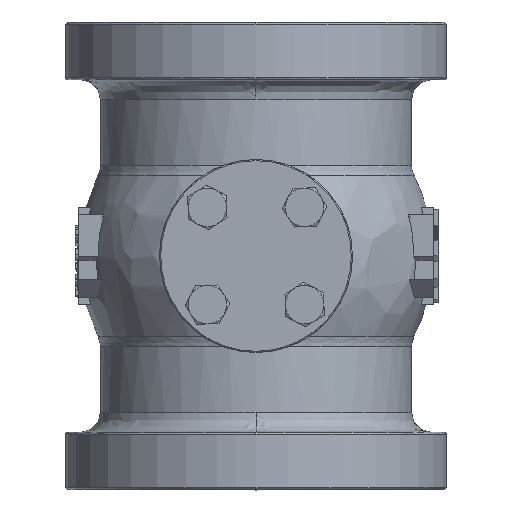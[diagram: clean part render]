
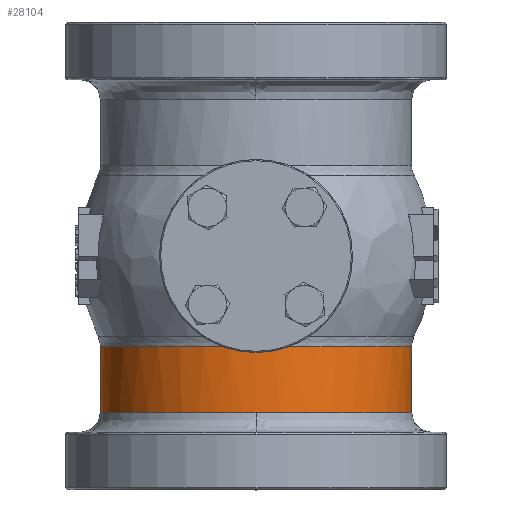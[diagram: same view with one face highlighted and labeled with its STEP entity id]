
A CAD part, front view. The second image highlights one B-rep face of the part: STEP entity #28104.
In plain terms, the highlighted cylindrical face has radius 64.5 mm (diameter 129 mm), a partial arc.
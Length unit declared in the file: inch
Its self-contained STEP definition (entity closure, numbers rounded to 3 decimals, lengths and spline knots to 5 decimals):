
#176 = CARTESIAN_POINT ( 'NONE',  ( -2.53937, 0., -2.55906 ) ) ;
#404 = ORIENTED_EDGE ( 'NONE', *, *, #3779, .F. ) ;
#435 = CARTESIAN_POINT ( 'NONE',  ( 1.91313, -1.67808, -1.48462 ) ) ;
#884 = CARTESIAN_POINT ( 'NONE',  ( 0., -2.53937, -1.48462 ) ) ;
#1033 = CARTESIAN_POINT ( 'NONE',  ( 0.3324, -2.523, -1.48462 ) ) ;
#1602 = VERTEX_POINT ( 'NONE', #25284 ) ;
#1806 = CARTESIAN_POINT ( 'NONE',  ( 2.53937, 0., -2.55906 ) ) ;
#2171 = CARTESIAN_POINT ( 'NONE',  ( -2.53937, -1.69291, -2.55906 ) ) ;
#2694 = CARTESIAN_POINT ( 'NONE',  ( 2.45815, -0.65841, -1.48462 ) ) ;
#2721 =( BOUNDED_CURVE ( )  B_SPLINE_CURVE ( 3, ( #19513, #22854, #35351, #38258 ),
 .UNSPECIFIED., .F., .F. ) 
 B_SPLINE_CURVE_WITH_KNOTS ( ( 4, 4 ),
 ( 0., 1. ),
 .UNSPECIFIED. ) 
 CURVE ( )  GEOMETRIC_REPRESENTATION_ITEM ( )  RATIONAL_B_SPLINE_CURVE ( ( 0.957, 0.638, 0.478, 0.478 ) ) 
 REPRESENTATION_ITEM ( '' )  );
#2873 = CARTESIAN_POINT ( 'NONE',  ( 2.53937, 0., -2.55906 ) ) ;
#3502 = CARTESIAN_POINT ( 'NONE',  ( 2.53937, 0., -1.48462 ) ) ;
#3566 = VERTEX_POINT ( 'NONE', #2873 ) ;
#3736 = ORIENTED_EDGE ( 'NONE', *, *, #26142, .F. ) ;
#3779 = EDGE_CURVE ( 'NONE', #3566, #1602, #39873, .T. ) ;
#3912 = CARTESIAN_POINT ( 'NONE',  ( -2.53937, 0., -2.55906 ) ) ;
#4780 = CARTESIAN_POINT ( 'NONE',  ( -2.40967, -0.81822, -1.48462 ) ) ;
#5147 = ORIENTED_EDGE ( 'NONE', *, *, #24633, .F. ) ;
#6506 = VERTEX_POINT ( 'NONE', #176 ) ;
#6625 = CARTESIAN_POINT ( 'NONE',  ( 2.28247, -1.12532, -1.48462 ) ) ;
#7034 = CARTESIAN_POINT ( 'NONE',  ( -2.53937, 0., -2.20091 ) ) ;
#7671 = CARTESIAN_POINT ( 'NONE',  ( -2.01907, -1.54899, -1.48462 ) ) ;
#7961 = AXIS2_PLACEMENT_3D ( 'NONE', #26788, #16204, #39483 ) ;
#8954 = ORIENTED_EDGE ( 'NONE', *, *, #33317, .F. ) ;
#9915 = CARTESIAN_POINT ( 'NONE',  ( 1.54899, -2.01907, -1.48462 ) ) ;
#10119 = CARTESIAN_POINT ( 'NONE',  ( -2.53937, 0., -1.48462 ) ) ;
#11569 = CARTESIAN_POINT ( 'NONE',  ( -0.65841, -2.45815, -1.48462 ) ) ;
#11793 = ORIENTED_EDGE ( 'NONE', *, *, #37304, .F. ) ;
#12992 = CARTESIAN_POINT ( 'NONE',  ( 1.67808, -1.91313, -1.48462 ) ) ;
#13458 = CARTESIAN_POINT ( 'NONE',  ( -0.1662, -2.53937, -1.48462 ) ) ;
#13938 = CARTESIAN_POINT ( 'NONE',  ( -1.26969, -2.53937, -2.55906 ) ) ;
#14415 = CARTESIAN_POINT ( 'NONE',  ( 2.53937, 0., -1.48462 ) ) ;
#14694 = CARTESIAN_POINT ( 'NONE',  ( -2.28247, -1.12532, -1.48462 ) ) ;
#16120 = CARTESIAN_POINT ( 'NONE',  ( 2.523, -0.3324, -1.48462 ) ) ;
#16204 = DIRECTION ( 'NONE',  ( 0., 0., 1. ) ) ;
#17408 = CARTESIAN_POINT ( 'NONE',  ( -2.53937, -0.1662, -1.48462 ) ) ;
#18460 = CARTESIAN_POINT ( 'NONE',  ( 0.81822, -2.40967, -1.48462 ) ) ;
#18874 = CARTESIAN_POINT ( 'NONE',  ( 0., -2.53937, -1.48462 ) ) ;
#19513 = CARTESIAN_POINT ( 'NONE',  ( 0., -2.53937, -2.55906 ) ) ;
#20348 = CARTESIAN_POINT ( 'NONE',  ( -2.523, -0.3324, -1.48462 ) ) ;
#20875 = CARTESIAN_POINT ( 'NONE',  ( 0., -2.53937, -1.48462 ) ) ;
#21673 = FACE_OUTER_BOUND ( 'NONE', #32842, .T. ) ;
#21798 = CARTESIAN_POINT ( 'NONE',  ( 2.53937, -0.1662, -1.48462 ) ) ;
#22510 = B_SPLINE_CURVE_WITH_KNOTS ( 'NONE', 3,
 ( #3502, #21798, #16120, #2694, #40711, #6625, #28821, #40922, #435, #12992, #9915, #22612, #35310, #18460, #23025, #1033, #35716, #20875 ),
 .UNSPECIFIED., .F., .F.,
 ( 4, 2, 2, 2, 2, 2, 2, 2, 4 ),
 ( 0., 0.125, 0.25, 0.375, 0.5, 0.625, 0.75, 0.875, 1. ),
 .UNSPECIFIED. ) ;
#22612 = CARTESIAN_POINT ( 'NONE',  ( 1.27261, -2.20375, -1.48462 ) ) ;
#22854 = CARTESIAN_POINT ( 'NONE',  ( 1.26969, -2.53937, -2.55906 ) ) ;
#23025 = CARTESIAN_POINT ( 'NONE',  ( 0.65841, -2.45815, -1.48462 ) ) ;
#23076 = CARTESIAN_POINT ( 'NONE',  ( -0.3324, -2.523, -1.48462 ) ) ;
#24316 = CARTESIAN_POINT ( 'NONE',  ( -1.27261, -2.20375, -1.48462 ) ) ;
#24633 = EDGE_CURVE ( 'NONE', #33398, #33987, #32992, .T. ) ;
#25284 = CARTESIAN_POINT ( 'NONE',  ( 2.53937, 0., -1.48462 ) ) ;
#25841 = ORIENTED_EDGE ( 'NONE', *, *, #34002, .F. ) ;
#26142 = EDGE_CURVE ( 'NONE', #6506, #26437, #35547, .T. ) ;
#26269 = B_SPLINE_CURVE_WITH_KNOTS ( 'NONE', 3,
 ( #10119, #35515, #7034, #3912 ),
 .UNSPECIFIED., .F., .F.,
 ( 4, 4 ),
 ( 0., 1. ),
 .UNSPECIFIED. ) ;
#26437 = VERTEX_POINT ( 'NONE', #31942 ) ;
#26680 = CARTESIAN_POINT ( 'NONE',  ( 0., -2.53937, -2.55906 ) ) ;
#26788 = CARTESIAN_POINT ( 'NONE',  ( 0., 0., -2.55906 ) ) ;
#26926 = CARTESIAN_POINT ( 'NONE',  ( 2.53937, 0., -1.84277 ) ) ;
#26999 = CARTESIAN_POINT ( 'NONE',  ( -1.12532, -2.28247, -1.48462 ) ) ;
#27412 = CARTESIAN_POINT ( 'NONE',  ( -1.67808, -1.91313, -1.48462 ) ) ;
#28104 = ADVANCED_FACE ( 'NONE', ( #21673 ), #34568, .F. ) ;
#28821 = CARTESIAN_POINT ( 'NONE',  ( 2.20375, -1.27261, -1.48462 ) ) ;
#29629 = CARTESIAN_POINT ( 'NONE',  ( 2.53937, 0., -2.20091 ) ) ;
#30305 = CARTESIAN_POINT ( 'NONE',  ( -0.81822, -2.40967, -1.48462 ) ) ;
#30600 = CARTESIAN_POINT ( 'NONE',  ( -2.53937, 0., -2.55906 ) ) ;
#31400 = CARTESIAN_POINT ( 'NONE',  ( -2.53937, 0., -1.48462 ) ) ;
#31942 = CARTESIAN_POINT ( 'NONE',  ( 0., -2.53937, -2.55906 ) ) ;
#32842 = EDGE_LOOP ( 'NONE', ( #8954, #5147, #11793, #404, #25841, #3736 ) ) ;
#32992 = B_SPLINE_CURVE_WITH_KNOTS ( 'NONE', 3,
 ( #884, #13458, #23076, #11569, #30305, #26999, #24316, #36154, #27412, #36775, #7671, #39907, #14694, #4780, #40115, #20348, #17408, #33450 ),
 .UNSPECIFIED., .F., .F.,
 ( 4, 2, 2, 2, 2, 2, 2, 2, 4 ),
 ( 0., 0.125, 0.25, 0.375, 0.5, 0.625, 0.75, 0.875, 1. ),
 .UNSPECIFIED. ) ;
#33317 = EDGE_CURVE ( 'NONE', #33987, #6506, #26269, .T. ) ;
#33398 = VERTEX_POINT ( 'NONE', #18874 ) ;
#33450 = CARTESIAN_POINT ( 'NONE',  ( -2.53937, 0., -1.48462 ) ) ;
#33987 = VERTEX_POINT ( 'NONE', #31400 ) ;
#34002 = EDGE_CURVE ( 'NONE', #26437, #3566, #2721, .T. ) ;
#34568 = CYLINDRICAL_SURFACE ( 'NONE', #7961, 2.53937 ) ;
#35310 = CARTESIAN_POINT ( 'NONE',  ( 1.12532, -2.28247, -1.48462 ) ) ;
#35351 = CARTESIAN_POINT ( 'NONE',  ( 2.53937, -1.69291, -2.55906 ) ) ;
#35515 = CARTESIAN_POINT ( 'NONE',  ( -2.53937, 0., -1.84277 ) ) ;
#35547 =( BOUNDED_CURVE ( )  B_SPLINE_CURVE ( 3, ( #30600, #2171, #13938, #26680 ),
 .UNSPECIFIED., .F., .F. ) 
 B_SPLINE_CURVE_WITH_KNOTS ( ( 4, 4 ),
 ( 0., 1. ),
 .UNSPECIFIED. ) 
 CURVE ( )  GEOMETRIC_REPRESENTATION_ITEM ( )  RATIONAL_B_SPLINE_CURVE ( ( 0.478, 0.478, 0.638, 0.957 ) ) 
 REPRESENTATION_ITEM ( '' )  );
#35716 = CARTESIAN_POINT ( 'NONE',  ( 0.1662, -2.53937, -1.48462 ) ) ;
#36154 = CARTESIAN_POINT ( 'NONE',  ( -1.54899, -2.01907, -1.48462 ) ) ;
#36775 = CARTESIAN_POINT ( 'NONE',  ( -1.91313, -1.67808, -1.48462 ) ) ;
#37304 = EDGE_CURVE ( 'NONE', #1602, #33398, #22510, .T. ) ;
#38258 = CARTESIAN_POINT ( 'NONE',  ( 2.53937, 0., -2.55906 ) ) ;
#39483 = DIRECTION ( 'NONE',  ( 1., 0., 0. ) ) ;
#39873 = B_SPLINE_CURVE_WITH_KNOTS ( 'NONE', 3,
 ( #1806, #29629, #26926, #14415 ),
 .UNSPECIFIED., .F., .F.,
 ( 4, 4 ),
 ( 0., 1. ),
 .UNSPECIFIED. ) ;
#39907 = CARTESIAN_POINT ( 'NONE',  ( -2.20375, -1.27261, -1.48462 ) ) ;
#40115 = CARTESIAN_POINT ( 'NONE',  ( -2.45815, -0.65841, -1.48462 ) ) ;
#40711 = CARTESIAN_POINT ( 'NONE',  ( 2.40967, -0.81822, -1.48462 ) ) ;
#40922 = CARTESIAN_POINT ( 'NONE',  ( 2.01907, -1.54899, -1.48462 ) ) ;
